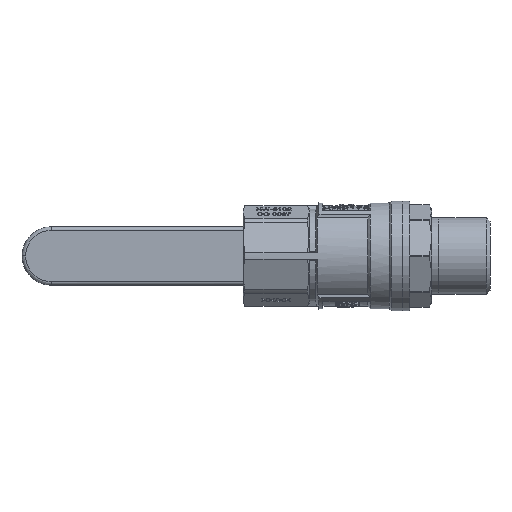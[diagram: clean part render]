
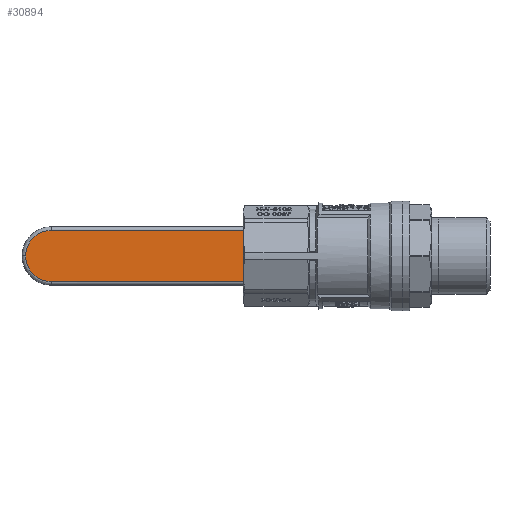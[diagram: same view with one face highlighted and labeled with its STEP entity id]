
A CAD part, front view. The second image highlights one B-rep face of the part: STEP entity #30894.
In plain terms, the highlighted planar face has unit normal (0, -1, 0).
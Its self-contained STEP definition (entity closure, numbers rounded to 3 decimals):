
#1147=CIRCLE('',#32977,7.);
#1148=CIRCLE('',#32978,7.);
#1612=ORIENTED_EDGE('',*,*,#10888,.F.);
#1613=ORIENTED_EDGE('',*,*,#10889,.F.);
#1614=ORIENTED_EDGE('',*,*,#10890,.T.);
#1615=ORIENTED_EDGE('',*,*,#10891,.T.);
#1616=ORIENTED_EDGE('',*,*,#10892,.T.);
#10888=EDGE_CURVE('',#15536,#15537,#1147,.T.);
#10889=EDGE_CURVE('',#15538,#15536,#1148,.T.);
#10890=EDGE_CURVE('',#15538,#15539,#18680,.T.);
#10891=EDGE_CURVE('',#15539,#15540,#18681,.T.);
#10892=EDGE_CURVE('',#15540,#15537,#18682,.T.);
#15536=VERTEX_POINT('',#44921);
#15537=VERTEX_POINT('',#44922);
#15538=VERTEX_POINT('',#44924);
#15539=VERTEX_POINT('',#44926);
#15540=VERTEX_POINT('',#44928);
#18680=LINE('',#44925,#22165);
#18681=LINE('',#44927,#22166);
#18682=LINE('',#44929,#22167);
#22165=VECTOR('',#35875,1000.);
#22166=VECTOR('',#35876,1000.);
#22167=VECTOR('',#35877,1000.);
#25614=EDGE_LOOP('',(#1612,#1613,#1614,#1615,#1616));
#27489=FACE_BOUND('',#25614,.T.);
#29354=PLANE('',#32976);
#30894=ADVANCED_FACE('',(#27489),#29354,.T.);
#32976=AXIS2_PLACEMENT_3D('',#44919,#35869,#35870);
#32977=AXIS2_PLACEMENT_3D('',#44920,#35871,#35872);
#32978=AXIS2_PLACEMENT_3D('',#44923,#35873,#35874);
#35869=DIRECTION('',(0.,-1.,0.));
#35870=DIRECTION('',(-1.,0.,0.));
#35871=DIRECTION('',(0.,1.,0.));
#35872=DIRECTION('',(1.,0.,0.));
#35873=DIRECTION('',(0.,1.,0.));
#35874=DIRECTION('',(0.,0.,1.));
#35875=DIRECTION('',(-1.,0.,0.));
#35876=DIRECTION('',(0.,0.,-1.));
#35877=DIRECTION('',(1.,0.,0.));
#44919=CARTESIAN_POINT('',(87.5,39.5,-14.));
#44920=CARTESIAN_POINT('',(79.5,39.5,-14.));
#44921=CARTESIAN_POINT('',(86.5,39.5,-14.));
#44922=CARTESIAN_POINT('',(79.5,39.5,-21.));
#44923=CARTESIAN_POINT('',(79.5,39.5,-14.));
#44924=CARTESIAN_POINT('',(79.5,39.5,-7.));
#44925=CARTESIAN_POINT('',(51.854,39.5,-7.));
#44926=CARTESIAN_POINT('',(24.207,39.5,-7.));
#44927=CARTESIAN_POINT('',(24.207,39.5,-14.));
#44928=CARTESIAN_POINT('',(24.207,39.5,-21.));
#44929=CARTESIAN_POINT('',(51.853,39.5,-21.));
